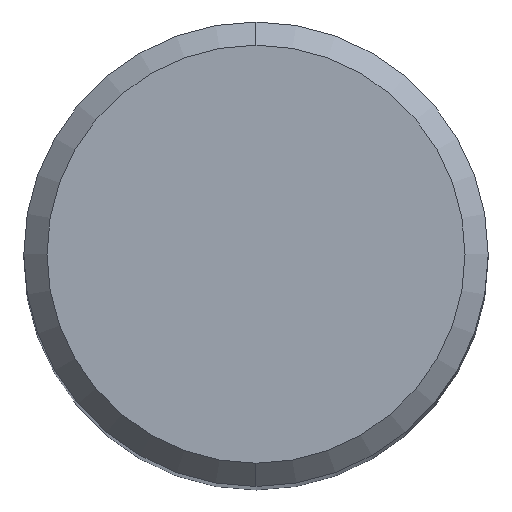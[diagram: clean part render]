
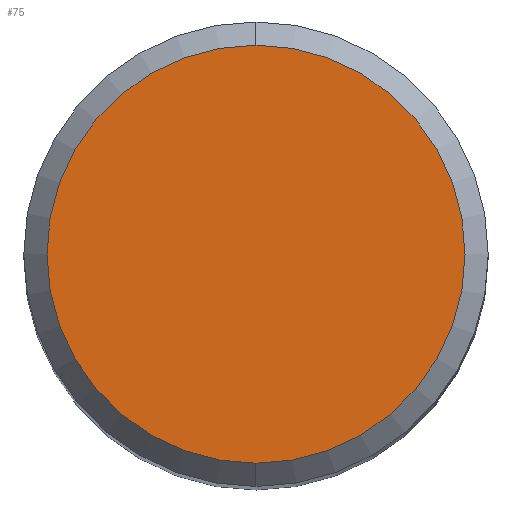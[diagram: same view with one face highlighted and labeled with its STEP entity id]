
A CAD part, top view. The second image highlights one B-rep face of the part: STEP entity #75.
In plain terms, the highlighted planar face has unit normal (0, 0, 1).
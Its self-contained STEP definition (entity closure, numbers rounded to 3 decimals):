
#75=ADVANCED_FACE('',(#149),#150,.T.);
#149=FACE_OUTER_BOUND('',#226,.T.);
#150=PLANE('',#227);
#226=EDGE_LOOP('',(#343,#344));
#227=AXIS2_PLACEMENT_3D('',#345,#346,#347);
#343=ORIENTED_EDGE('',*,*,#451,.F.);
#344=ORIENTED_EDGE('',*,*,#454,.F.);
#345=CARTESIAN_POINT('',(0.,2.25,43.476));
#346=DIRECTION('',(0.,0.0,1.0));
#347=DIRECTION('',(0.0,-1.0,0.0));
#451=EDGE_CURVE('',#532,#534,#535,.T.);
#454=EDGE_CURVE('',#534,#532,#538,.T.);
#532=VERTEX_POINT('',#624);
#534=VERTEX_POINT('',#627);
#535=CIRCLE('',#628,4.5);
#538=CIRCLE('',#632,4.5);
#624=CARTESIAN_POINT('',(0.,4.5,43.476));
#627=CARTESIAN_POINT('',(0.,-4.5,43.476));
#628=AXIS2_PLACEMENT_3D('',#714,#715,#716);
#632=AXIS2_PLACEMENT_3D('',#718,#719,#720);
#714=CARTESIAN_POINT('',(0.,0.0,43.476));
#715=DIRECTION('',(0.,0.0,-1.0));
#716=DIRECTION('',(0.0,1.0,0.0));
#718=CARTESIAN_POINT('',(0.,0.0,43.476));
#719=DIRECTION('',(0.,0.0,-1.0));
#720=DIRECTION('',(0.0,1.0,0.0));
